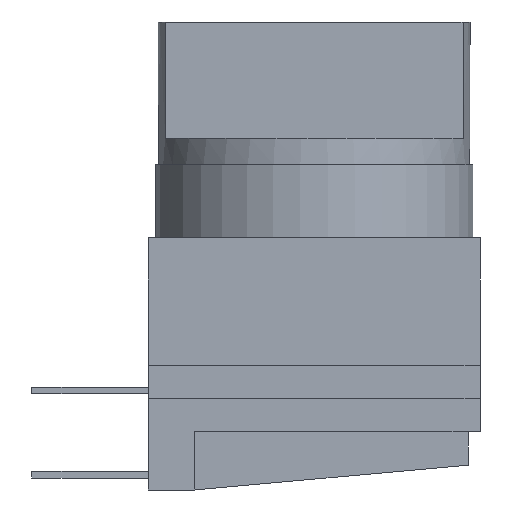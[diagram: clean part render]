
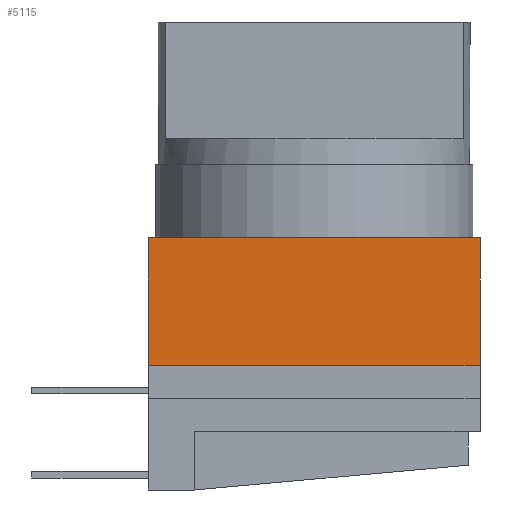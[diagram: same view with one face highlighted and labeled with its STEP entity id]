
A CAD part, front view. The second image highlights one B-rep face of the part: STEP entity #5115.
In plain terms, the highlighted planar face has unit normal (0, -1, 0).
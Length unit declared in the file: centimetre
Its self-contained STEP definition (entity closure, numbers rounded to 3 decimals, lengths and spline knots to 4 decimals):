
#671=FACE_OUTER_BOUND('',#976,.T.);
#976=EDGE_LOOP('',(#4605,#4606,#4607,#4608));
#1428=LINE('',#8829,#1924);
#1451=LINE('',#9089,#1947);
#1457=LINE('',#9102,#1953);
#1463=LINE('',#9114,#1959);
#1924=VECTOR('',#6063,1.);
#1947=VECTOR('',#6104,1.);
#1953=VECTOR('',#6114,1.);
#1959=VECTOR('',#6132,1.);
#2410=VERTEX_POINT('',#8823);
#2411=VERTEX_POINT('',#8827);
#2446=VERTEX_POINT('',#9086);
#2447=VERTEX_POINT('',#9088);
#3112=EDGE_CURVE('',#2410,#2411,#1428,.T.);
#3162=EDGE_CURVE('',#2447,#2446,#1451,.T.);
#3169=EDGE_CURVE('',#2446,#2410,#1457,.T.);
#3175=EDGE_CURVE('',#2411,#2447,#1463,.T.);
#4605=ORIENTED_EDGE('',*,*,#3162,.T.);
#4606=ORIENTED_EDGE('',*,*,#3169,.T.);
#4607=ORIENTED_EDGE('',*,*,#3112,.T.);
#4608=ORIENTED_EDGE('',*,*,#3175,.T.);
#4834=PLANE('',#5318);
#5115=ADVANCED_FACE('',(#671),#4834,.T.);
#5318=AXIS2_PLACEMENT_3D('',#9115,#6133,#6134);
#6063=DIRECTION('',(1.,0.,0.));
#6104=DIRECTION('',(-1.,0.,0.));
#6114=DIRECTION('',(0.,0.,-1.));
#6132=DIRECTION('',(0.,0.,1.));
#6133=DIRECTION('center_axis',(0.,-1.,0.));
#6134=DIRECTION('ref_axis',(0.,0.,
-1.));
#8823=CARTESIAN_POINT('',(-0.5,-0.5,-0.1925));
#8827=CARTESIAN_POINT('',(0.5,-0.5,-0.1925));
#8829=CARTESIAN_POINT('',(-0.5,-0.5,-0.1925));
#9086=CARTESIAN_POINT('',(-0.5,-0.5,0.1925));
#9088=CARTESIAN_POINT('',(0.5,-0.5,0.1925));
#9089=CARTESIAN_POINT('',(-0.5,-0.5,0.1925));
#9102=CARTESIAN_POINT('',(-0.5,-0.5,0.));
#9114=CARTESIAN_POINT('',(0.5,-0.5,0.));
#9115=CARTESIAN_POINT('Origin',(0.5,-0.5,0.));
